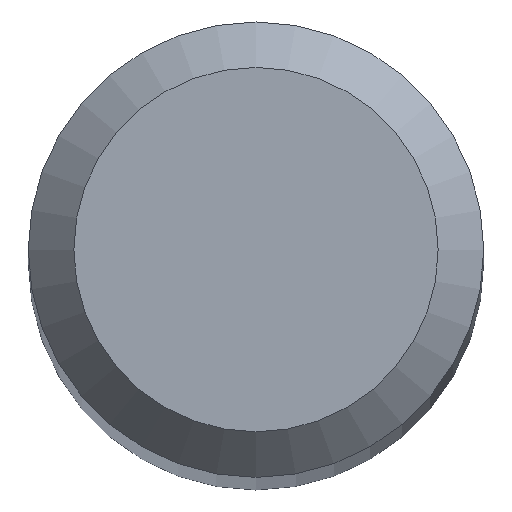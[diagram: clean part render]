
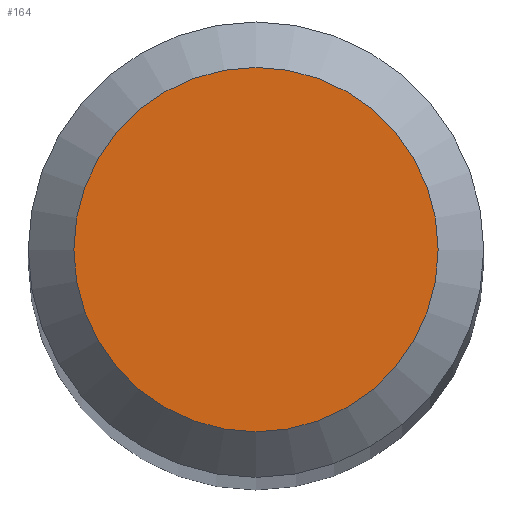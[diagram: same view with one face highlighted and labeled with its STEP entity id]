
A CAD part, top view. The second image highlights one B-rep face of the part: STEP entity #164.
In plain terms, the highlighted planar face has unit normal (0, 0, 1).
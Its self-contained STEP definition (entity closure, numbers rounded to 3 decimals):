
#12 = CARTESIAN_POINT ( 'NONE',  ( 0., 0., 30. ) ) ;
#14 = PLANE ( 'NONE',  #215 ) ;
#35 = DIRECTION ( 'NONE',  ( 0., 1., 0. ) ) ;
#90 = CARTESIAN_POINT ( 'NONE',  ( 0., 0., 30. ) ) ;
#99 = EDGE_LOOP ( 'NONE', ( #286 ) ) ;
#107 = DIRECTION ( 'NONE',  ( 0., 0., -1. ) ) ;
#132 = CARTESIAN_POINT ( 'NONE',  ( 0., 0.6, 30. ) ) ;
#143 = CIRCLE ( 'NONE', #194, 0.6 ) ;
#152 = DIRECTION ( 'NONE',  ( 0., 1., 0. ) ) ;
#164 = ADVANCED_FACE ( 'NONE', ( #203 ), #14, .F. ) ;
#180 = EDGE_CURVE ( 'NONE', #255, #255, #143, .T. ) ;
#194 = AXIS2_PLACEMENT_3D ( 'NONE', #90, #202, #152 ) ;
#202 = DIRECTION ( 'NONE',  ( 0., 0., -1. ) ) ;
#203 = FACE_OUTER_BOUND ( 'NONE', #99, .T. ) ;
#215 = AXIS2_PLACEMENT_3D ( 'NONE', #12, #107, #35 ) ;
#255 = VERTEX_POINT ( 'NONE', #132 ) ;
#286 = ORIENTED_EDGE ( 'NONE', *, *, #180, .F. ) ;
